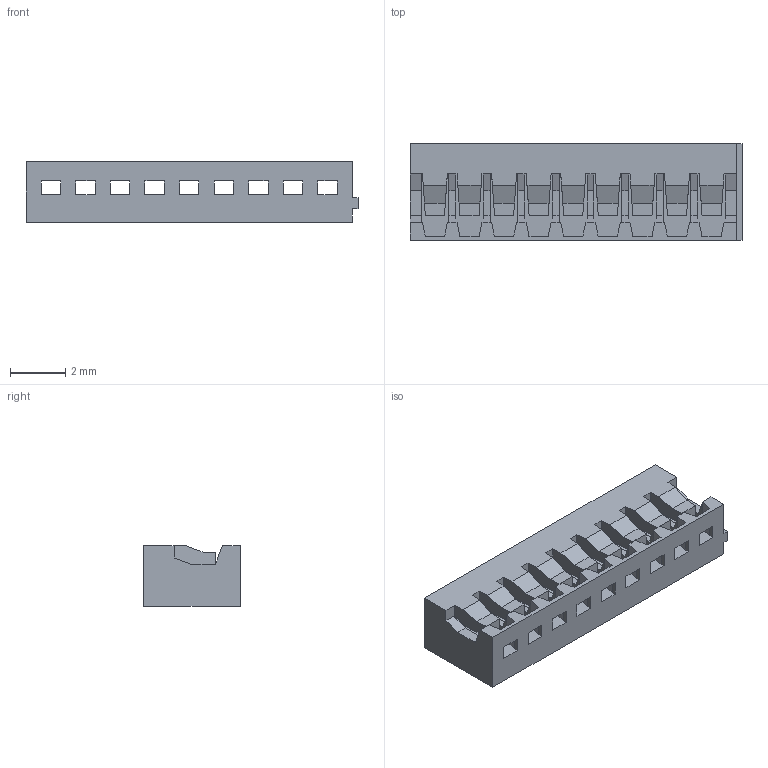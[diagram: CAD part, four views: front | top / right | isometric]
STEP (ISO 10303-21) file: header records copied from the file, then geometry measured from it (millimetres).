
FILE_DESCRIPTION((''),'2;1');
FILE_NAME('510220900','2007-09-26T',('av'),(''),'PRO/ENGINEER BY PARAMETRIC TECHNOLOGY CORPORATION, 2003451','PRO/ENGINEER BY PARAMETRIC TECHNOLOGY CORPORATION, 2003451','');
FILE_SCHEMA(('CONFIG_CONTROL_DESIGN'));
Length unit declared in the file: millimetre
Products named in the file (1): 510220900
Bounding box: 12 x 3.5 x 2.2 mm (x, y, z)
Volume: 59.5 mm3; surface area: 270.3 mm2
Topology: 1 solids, 1 shells, 429 faces, 1234 edges, 796 vertices
Faces by surface type: plane 429
Entity records: 13688 total; most frequent: CARTESIAN_POINT 2429, ORIENTED_EDGE 2418, DIRECTION 2114, VECTOR 1216, LINE 1216, EDGE_CURVE 1209, VERTEX_POINT 764, AXIS2_PLACEMENT_3D 449
